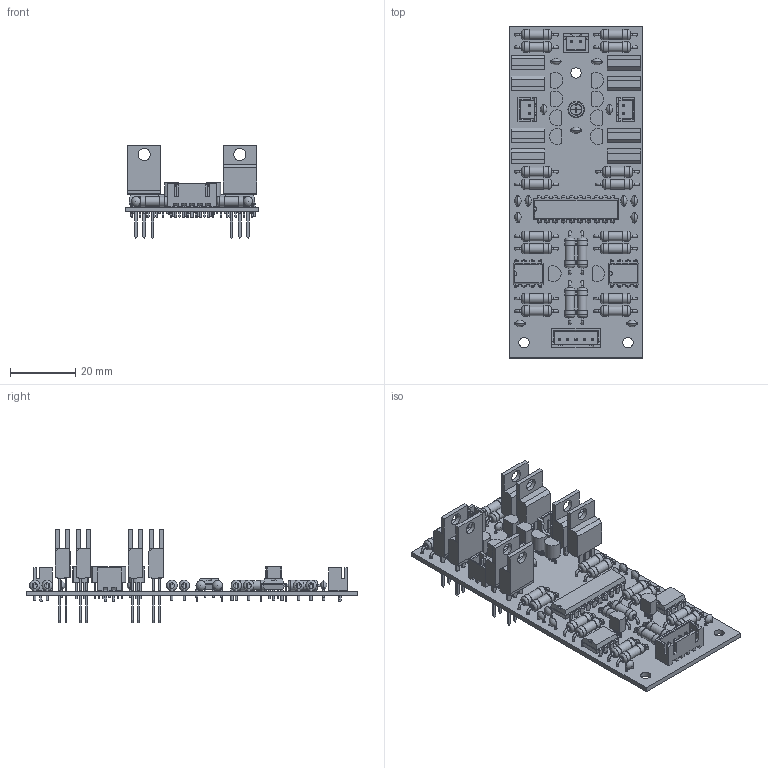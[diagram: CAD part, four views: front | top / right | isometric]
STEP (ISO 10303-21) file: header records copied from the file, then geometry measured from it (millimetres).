
FILE_DESCRIPTION(('KiCad electronic assembly'),'2;1');
FILE_NAME('motor-controller.step','2025-06-19T16:00:59',('Pcbnew'),( 'Kicad'),'Open CASCADE STEP processor 7.9','KiCad to STEP converter' ,'Unknown');
FILE_SCHEMA(('AUTOMOTIVE_DESIGN { 1 0 10303 214 1 1 1 1 }'));
Length unit declared in the file: millimetre
Products named in the file (11): motor-controller 1; TO-92_Inline; R_Axial_DIN0309_L9.0mm_D3.2mm_P12.70mm_Horizontal; C_Disc_D3.0mm_W2.0mm_P2.50mm; CP_Radial_D5.0mm_P2.00mm; TO-220-3_Vertical; JST_XH_B2B-XH-A_1x02_P2.50mm_Vertical; DIP-8_W7.62mm; JST_XH_B5B-XH-A_1x05_P2.50mm_Vertical; DIP-20_W7.62mm; motor-controller_PCB
Assembly tree (60 placements, depth 2):
  motor-controller 1
    TO-92_Inline  x10
    R_Axial_DIN0309_L9.0mm_D3.2mm_P12.70mm_Horizontal  x20
    C_Disc_D3.0mm_W2.0mm_P2.50mm  x13
    CP_Radial_D5.0mm_P2.00mm
    TO-220-3_Vertical  x8
    JST_XH_B2B-XH-A_1x02_P2.50mm_Vertical  x3
    DIP-8_W7.62mm  x2
    JST_XH_B5B-XH-A_1x05_P2.50mm_Vertical
    DIP-20_W7.62mm
    motor-controller_PCB
Bounding box: 40.89 x 101.47 x 28.52 mm (x, y, z)
Volume: 13966.7 mm3; surface area: 21528.9 mm2
Topology: 60 solids, 61 shells, 2377 faces, 6005 edges, 3858 vertices
Faces by surface type: plane 1648, cylinder 512, torus 82, bspline 78, revolution 31, sphere 26
Full cylindrical faces by diameter (mm): 0.5 x28, 0.7 x80, 0.75 x30, 0.8 x104, 0.95 x5, 1 x6, 1.1 x24, 2.88 x20, 3.2 x43, 3.735 x8
Entity records: 42288 total; most frequent: CARTESIAN_POINT 7613, ORIENTED_EDGE 5800, DIRECTION 5554, EDGE_CURVE 2900, LINE 2265, VECTOR 2265, VERTEX_POINT 1868, AXIS2_PLACEMENT_3D 1641
